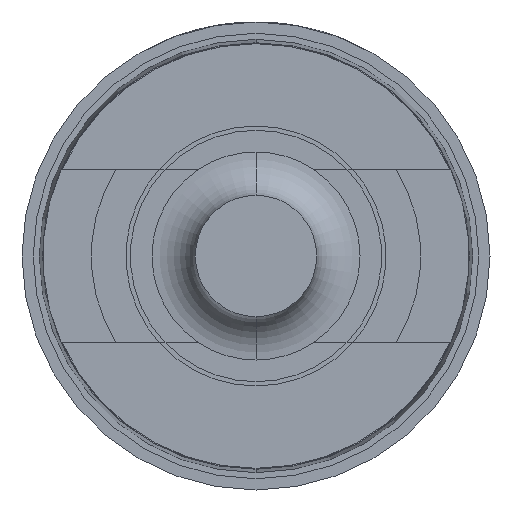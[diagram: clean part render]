
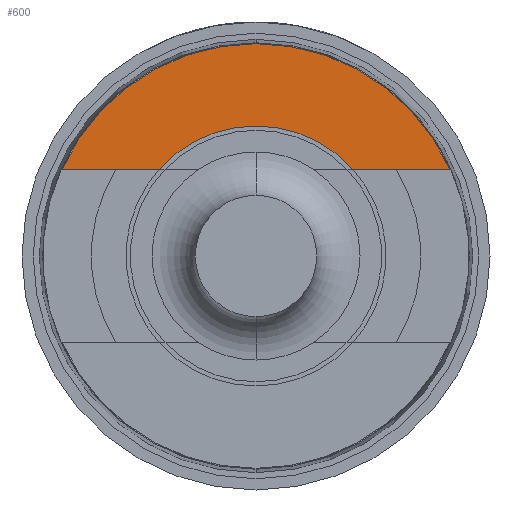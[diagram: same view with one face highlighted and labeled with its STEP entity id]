
A CAD part, front view. The second image highlights one B-rep face of the part: STEP entity #600.
In plain terms, the highlighted planar face has unit normal (0, -1, 0).
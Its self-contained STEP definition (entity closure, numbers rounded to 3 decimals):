
#4 = FACE_OUTER_BOUND ( 'NONE', #1254, .T. ) ;
#7 = AXIS2_PLACEMENT_3D ( 'NONE', #3138, #1112, #3830 ) ;
#77 = CARTESIAN_POINT ( 'NONE',  ( 0.559, -56.7, 0.5 ) ) ;
#114 = DIRECTION ( 'NONE',  ( 0., 0., -1. ) ) ;
#125 = LINE ( 'NONE', #2348, #2926 ) ;
#134 = CARTESIAN_POINT ( 'NONE',  ( -0.559, -56.7, 0.5 ) ) ;
#364 = PLANE ( 'NONE',  #1181 ) ;
#600 = ADVANCED_FACE ( 'Defeature ausgef�hrt2_23', ( #4 ), #364, .T. ) ;
#632 = EDGE_CURVE ( 'Defeature ausgef�hrt2_31+Defeature ausgef�hrt2_23+Defeature ausgef�hrt2_21+Defeature ausgef�hrt2_24', #1248, #814, #1186, .T. ) ;
#649 = CARTESIAN_POINT ( 'NONE',  ( 0., -56.7, 0. ) ) ;
#700 = DIRECTION ( 'NONE',  ( -1., 0., 0. ) ) ;
#814 = VERTEX_POINT ( 'NONE', #982 ) ;
#982 = CARTESIAN_POINT ( 'NONE',  ( -1.118, -56.7, 0.5 ) ) ;
#1018 = DIRECTION ( 'NONE',  ( 0., -1., 0. ) ) ;
#1112 = DIRECTION ( 'NONE',  ( 0., -1., 0. ) ) ;
#1133 = VERTEX_POINT ( 'NONE', #77 ) ;
#1181 = AXIS2_PLACEMENT_3D ( 'NONE', #649, #1018, #3347 ) ;
#1186 = LINE ( 'NONE', #3377, #1338 ) ;
#1225 = CIRCLE ( 'NONE', #2362, 1.225 ) ;
#1248 = VERTEX_POINT ( 'NONE', #134 ) ;
#1254 = EDGE_LOOP ( 'NONE', ( #2534, #3831, #3229, #2346 ) ) ;
#1338 = VECTOR ( 'NONE', #3006, 1000. ) ;
#1483 = EDGE_CURVE ( 'Defeature ausgef�hrt2_21+Defeature ausgef�hrt2_23+Defeature ausgef�hrt2_30+Defeature ausgef�hrt2_31', #1133, #1248, #4160, .T. ) ;
#1518 = EDGE_CURVE ( 'Defeature ausgef�hrt2_23+Defeature ausgef�hrt2_24+Defeature ausgef�hrt2_30+Defeature ausgef�hrt2_31', #3282, #814, #1225, .T. ) ;
#1792 = CARTESIAN_POINT ( 'NONE',  ( 0., -56.7, 0. ) ) ;
#2117 = DIRECTION ( 'NONE',  ( 0., -1., 0. ) ) ;
#2346 = ORIENTED_EDGE ( 'NONE', *, *, #1483, .F. ) ;
#2348 = CARTESIAN_POINT ( 'NONE',  ( -1.225, -56.7, 0.5 ) ) ;
#2362 = AXIS2_PLACEMENT_3D ( 'NONE', #1792, #2117, #114 ) ;
#2534 = ORIENTED_EDGE ( 'NONE', *, *, #4303, .F. ) ;
#2926 = VECTOR ( 'NONE', #700, 1000. ) ;
#3006 = DIRECTION ( 'NONE',  ( -1., 0., 0. ) ) ;
#3138 = CARTESIAN_POINT ( 'NONE',  ( 0., -56.7, 0. ) ) ;
#3229 = ORIENTED_EDGE ( 'NONE', *, *, #632, .F. ) ;
#3282 = VERTEX_POINT ( 'NONE', #3811 ) ;
#3347 = DIRECTION ( 'NONE',  ( 0., 0., -1. ) ) ;
#3377 = CARTESIAN_POINT ( 'NONE',  ( -1.225, -56.7, 0.5 ) ) ;
#3811 = CARTESIAN_POINT ( 'NONE',  ( 1.118, -56.7, 0.5 ) ) ;
#3830 = DIRECTION ( 'NONE',  ( 0., 0., -1. ) ) ;
#3831 = ORIENTED_EDGE ( 'NONE', *, *, #1518, .T. ) ;
#4160 = CIRCLE ( 'NONE', #7, 0.75 ) ;
#4303 = EDGE_CURVE ( 'Defeature ausgef�hrt2_30+Defeature ausgef�hrt2_23+Defeature ausgef�hrt2_24+Defeature ausgef�hrt2_21', #3282, #1133, #125, .T. ) ;
